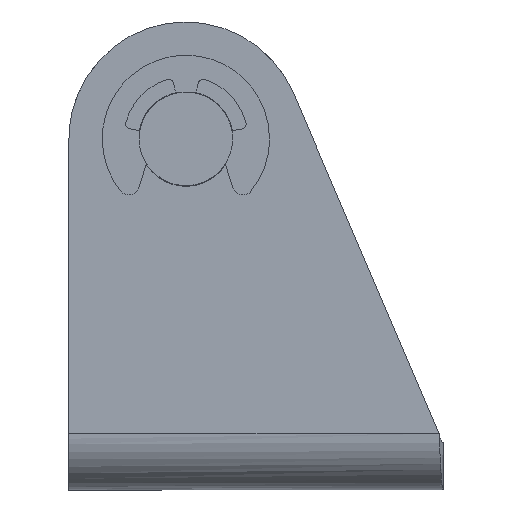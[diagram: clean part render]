
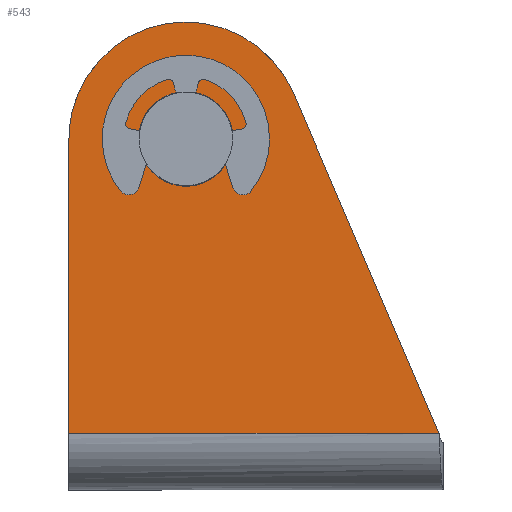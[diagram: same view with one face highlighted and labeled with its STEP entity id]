
A CAD part, top view. The second image highlights one B-rep face of the part: STEP entity #543.
In plain terms, the highlighted free-form (B-spline) face has degree [1, 1] with [2, 2] control points.
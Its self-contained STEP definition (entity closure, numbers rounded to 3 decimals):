
#70 = VERTEX_POINT('',#71);
#71 = CARTESIAN_POINT('',(-9.155,27.329,
    10.977));
#89 = VERTEX_POINT('',#90);
#90 = CARTESIAN_POINT('',(-1.776,27.329,
    10.977));
#95 = EDGE_CURVE('',#70,#89,#96,.T.);
#96 = ( BOUNDED_CURVE() B_SPLINE_CURVE(2,(#97,#98,#99,#100,#101),
.UNSPECIFIED.,.F.,.F.) B_SPLINE_CURVE_WITH_KNOTS((3,2,3),(3.142,
4.712,6.283),.PIECEWISE_BEZIER_KNOTS.) CURVE() 
GEOMETRIC_REPRESENTATION_ITEM() RATIONAL_B_SPLINE_CURVE((1.,
0.707,1.,0.707,1.)) REPRESENTATION_ITEM('') );
#97 = CARTESIAN_POINT('',(-9.155,27.329,
    10.977));
#98 = CARTESIAN_POINT('',(-9.155,23.64,
    10.977));
#99 = CARTESIAN_POINT('',(-5.466,23.64,
    10.977));
#100 = CARTESIAN_POINT('',(-1.776,23.64,
    10.977));
#101 = CARTESIAN_POINT('',(-1.776,27.329,
    10.977));
#408 = VERTEX_POINT('',#409);
#409 = CARTESIAN_POINT('',(-14.576,4.373,
    10.977));
#437 = VERTEX_POINT('',#438);
#438 = CARTESIAN_POINT('',(14.264,4.373,
    10.977));
#513 = EDGE_CURVE('',#408,#437,#514,.T.);
#514 = B_SPLINE_CURVE_WITH_KNOTS('',1,(#515,#516),.UNSPECIFIED.,.F.,.F.,
  (2,2),(-10.,21.658),.PIECEWISE_BEZIER_KNOTS.);
#515 = CARTESIAN_POINT('',(-14.576,4.373,
    10.977));
#516 = CARTESIAN_POINT('',(14.264,4.373,
    10.977));
#543 = ADVANCED_FACE('',(#544,#555),#580,.T.);
#544 = FACE_BOUND('',#545,.T.);
#545 = EDGE_LOOP('',(#546,#547));
#546 = ORIENTED_EDGE('',*,*,#95,.F.);
#547 = ORIENTED_EDGE('',*,*,#548,.F.);
#548 = EDGE_CURVE('',#89,#70,#549,.T.);
#549 = ( BOUNDED_CURVE() B_SPLINE_CURVE(2,(#550,#551,#552,#553,#554),
.UNSPECIFIED.,.F.,.F.) B_SPLINE_CURVE_WITH_KNOTS((3,2,3),(0.,
1.571,3.142),.PIECEWISE_BEZIER_KNOTS.) CURVE() 
GEOMETRIC_REPRESENTATION_ITEM() RATIONAL_B_SPLINE_CURVE((1.,
0.707,1.,0.707,1.)) REPRESENTATION_ITEM('') );
#550 = CARTESIAN_POINT('',(-1.776,27.329,
    10.977));
#551 = CARTESIAN_POINT('',(-1.776,31.019,
    10.977));
#552 = CARTESIAN_POINT('',(-5.466,31.019,
    10.977));
#553 = CARTESIAN_POINT('',(-9.155,31.019,
    10.977));
#554 = CARTESIAN_POINT('',(-9.155,27.329,
    10.977));
#555 = FACE_BOUND('',#556,.T.);
#556 = EDGE_LOOP('',(#557,#564,#565,#572));
#557 = ORIENTED_EDGE('',*,*,#558,.T.);
#558 = EDGE_CURVE('',#559,#408,#561,.T.);
#559 = VERTEX_POINT('',#560);
#560 = CARTESIAN_POINT('',(-14.576,27.329,
    10.977));
#561 = B_SPLINE_CURVE_WITH_KNOTS('',1,(#562,#563),.UNSPECIFIED.,.F.,.F.,
  (2,2),(0.,25.2),.PIECEWISE_BEZIER_KNOTS.);
#562 = CARTESIAN_POINT('',(-14.576,27.329,
    10.977));
#563 = CARTESIAN_POINT('',(-14.576,4.373,
    10.977));
#564 = ORIENTED_EDGE('',*,*,#513,.T.);
#565 = ORIENTED_EDGE('',*,*,#566,.T.);
#566 = EDGE_CURVE('',#437,#567,#569,.T.);
#567 = VERTEX_POINT('',#568);
#568 = CARTESIAN_POINT('',(2.91,30.912,
    10.977));
#569 = B_SPLINE_CURVE_WITH_KNOTS('',1,(#570,#571),.UNSPECIFIED.,.F.,.F.,
  (2,2),(-31.688,0.),.PIECEWISE_BEZIER_KNOTS.);
#570 = CARTESIAN_POINT('',(14.264,4.373,
    10.977));
#571 = CARTESIAN_POINT('',(2.91,30.912,
    10.977));
#572 = ORIENTED_EDGE('',*,*,#573,.T.);
#573 = EDGE_CURVE('',#567,#559,#574,.T.);
#574 = ( BOUNDED_CURVE() B_SPLINE_CURVE(2,(#575,#576,#577,#578,#579),
.UNSPECIFIED.,.F.,.F.) B_SPLINE_CURVE_WITH_KNOTS((3,2,3),(0.404
,1.773,3.142),.PIECEWISE_BEZIER_KNOTS.) CURVE() 
GEOMETRIC_REPRESENTATION_ITEM() RATIONAL_B_SPLINE_CURVE((1.,
0.775,1.,0.775,1.)) REPRESENTATION_ITEM('') );
#575 = CARTESIAN_POINT('',(2.91,30.912,
    10.977));
#576 = CARTESIAN_POINT('',(-0.014,37.745,
    10.977));
#577 = CARTESIAN_POINT('',(-7.295,36.253,
    10.977));
#578 = CARTESIAN_POINT('',(-14.576,34.761,
    10.977));
#579 = CARTESIAN_POINT('',(-14.576,27.329,
    10.977));
#580 = B_SPLINE_SURFACE_WITH_KNOTS('',1,1,(
    (#581,#582)
    ,(#583,#584
    )),.UNSPECIFIED.,.F.,.F.,.F.,(2,2),(2,2),(-10.,21.658),(
    -25.2,10.),.PIECEWISE_BEZIER_KNOTS.);
#581 = CARTESIAN_POINT('',(-14.576,4.373,
    10.977));
#582 = CARTESIAN_POINT('',(-14.576,36.439,
    10.977));
#583 = CARTESIAN_POINT('',(14.264,4.373,
    10.977));
#584 = CARTESIAN_POINT('',(14.264,36.439,
    10.977));
